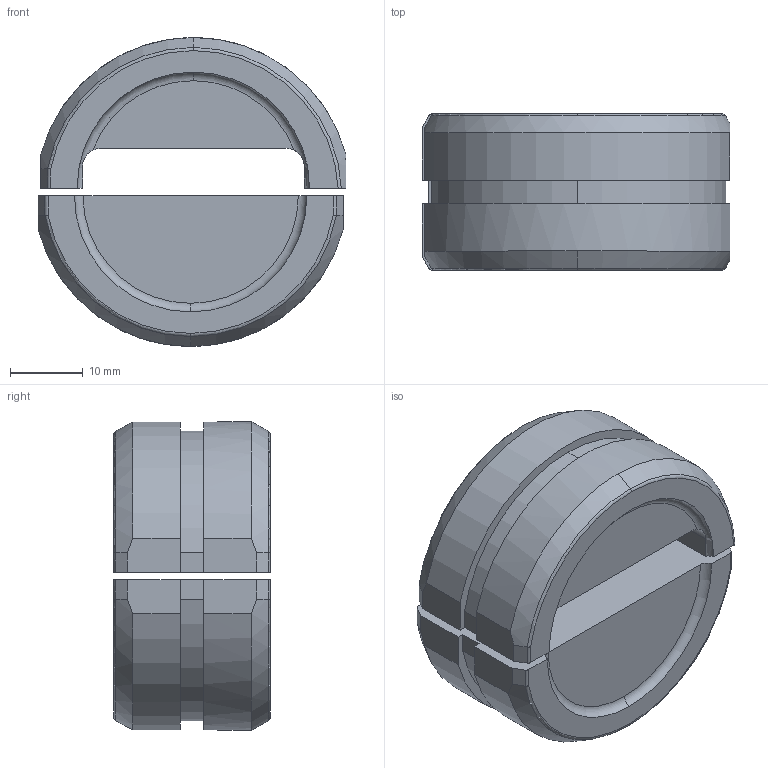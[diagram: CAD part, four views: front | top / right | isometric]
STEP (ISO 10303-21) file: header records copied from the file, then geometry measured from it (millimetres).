
FILE_DESCRIPTION (( 'STEP AP214' ), '1' );
FILE_NAME ('2040-030.STEP', '2024-07-31T11:04:07', ( '' ), ( '' ), 'SwSTEP 2.0', 'SolidWorks 2022', '' );
FILE_SCHEMA (( 'AUTOMOTIVE_DESIGN' ));
Length unit declared in the file: millimetre
Products named in the file (3): 2040-030; 2040-030-1.SLDPRT K.M; 2040-030-2.SLDPRT.K.M
Assembly tree (2 placements, depth 2):
  2040-030
    2040-030-2.SLDPRT.K.M
    2040-030-1.SLDPRT K.M
Bounding box: 42.37 x 21.5 x 42.5 mm (x, y, z)
Volume: 24137.8 mm3; surface area: 7251.3 mm2
Topology: 2 solids, 2 shells, 389 faces, 1051 edges, 698 vertices
Faces by surface type: plane 215, bspline 144, torus 14, cylinder 10, cone 6
Entity records: 20549 total; most frequent: CARTESIAN_POINT 11661, ORIENTED_EDGE 2102, DIRECTION 1289, EDGE_CURVE 1051, VERTEX_POINT 698, VECTOR 661, LINE 661, EDGE_LOOP 421
